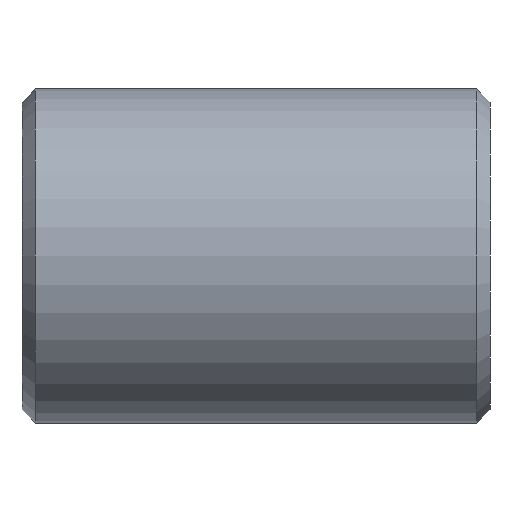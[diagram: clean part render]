
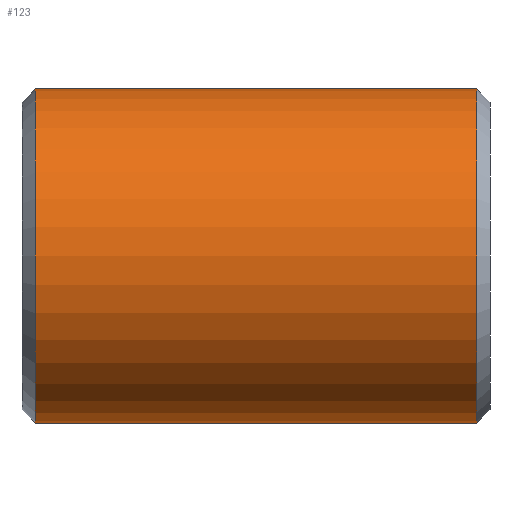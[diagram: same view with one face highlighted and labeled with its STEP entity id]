
A CAD part, left-side view. The second image highlights one B-rep face of the part: STEP entity #123.
In plain terms, the highlighted cylindrical face has radius 12.5 mm (diameter 25 mm), a partial arc.
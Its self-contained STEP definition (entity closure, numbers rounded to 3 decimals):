
#22 = CARTESIAN_POINT ( 'NONE',  ( 0., 27.292, 0. ) ) ;
#47 = CARTESIAN_POINT ( 'NONE',  ( 0., 24., 0. ) ) ;
#70 = ORIENTED_EDGE ( 'NONE', *, *, #120, .T. ) ;
#107 = DIRECTION ( 'NONE',  ( 0., 1., 0. ) ) ;
#110 = EDGE_CURVE ( 'NONE', #196, #256, #173, .T. ) ;
#113 = DIRECTION ( 'NONE',  ( 0., 1., 0. ) ) ;
#117 = VECTOR ( 'NONE', #235, 1000. ) ;
#120 = EDGE_CURVE ( 'NONE', #456, #426, #493, .T. ) ;
#123 = ADVANCED_FACE ( 'NONE', ( #500 ), #417, .T. ) ;
#148 = CARTESIAN_POINT ( 'NONE',  ( 0., -9., -12.5 ) ) ;
#163 = DIRECTION ( 'NONE',  ( 0., 0., 1. ) ) ;
#173 = LINE ( 'NONE', #312, #431 ) ;
#176 = CARTESIAN_POINT ( 'NONE',  ( 0., -9., 12.5 ) ) ;
#183 = ORIENTED_EDGE ( 'NONE', *, *, #407, .F. ) ;
#196 = VERTEX_POINT ( 'NONE', #148 ) ;
#226 = DIRECTION ( 'NONE',  ( 0., 1., 0. ) ) ;
#235 = DIRECTION ( 'NONE',  ( 0., 1., 0. ) ) ;
#248 = EDGE_LOOP ( 'NONE', ( #298, #483, #70, #183 ) ) ;
#252 = CARTESIAN_POINT ( 'NONE',  ( 0., -9., 0. ) ) ;
#256 = VERTEX_POINT ( 'NONE', #440 ) ;
#278 = CIRCLE ( 'NONE', #519, 12.5 ) ;
#298 = ORIENTED_EDGE ( 'NONE', *, *, #110, .F. ) ;
#302 = EDGE_CURVE ( 'NONE', #196, #456, #476, .T. ) ;
#305 = AXIS2_PLACEMENT_3D ( 'NONE', #252, #113, #163 ) ;
#312 = CARTESIAN_POINT ( 'NONE',  ( 0., 27.292, -12.5 ) ) ;
#341 = AXIS2_PLACEMENT_3D ( 'NONE', #22, #107, #479 ) ;
#349 = DIRECTION ( 'NONE',  ( 0., 1., 0. ) ) ;
#354 = CARTESIAN_POINT ( 'NONE',  ( 0., 27.292, 12.5 ) ) ;
#407 = EDGE_CURVE ( 'NONE', #256, #426, #278, .T. ) ;
#417 = CYLINDRICAL_SURFACE ( 'NONE', #341, 12.5 ) ;
#426 = VERTEX_POINT ( 'NONE', #457 ) ;
#431 = VECTOR ( 'NONE', #226, 1000. ) ;
#440 = CARTESIAN_POINT ( 'NONE',  ( 0., 24., -12.5 ) ) ;
#456 = VERTEX_POINT ( 'NONE', #176 ) ;
#457 = CARTESIAN_POINT ( 'NONE',  ( 0., 24., 12.5 ) ) ;
#476 = CIRCLE ( 'NONE', #305, 12.5 ) ;
#479 = DIRECTION ( 'NONE',  ( 0., 0., 1. ) ) ;
#483 = ORIENTED_EDGE ( 'NONE', *, *, #302, .T. ) ;
#493 = LINE ( 'NONE', #354, #117 ) ;
#500 = FACE_OUTER_BOUND ( 'NONE', #248, .T. ) ;
#503 = DIRECTION ( 'NONE',  ( 0., 0., 1. ) ) ;
#519 = AXIS2_PLACEMENT_3D ( 'NONE', #47, #349, #503 ) ;
